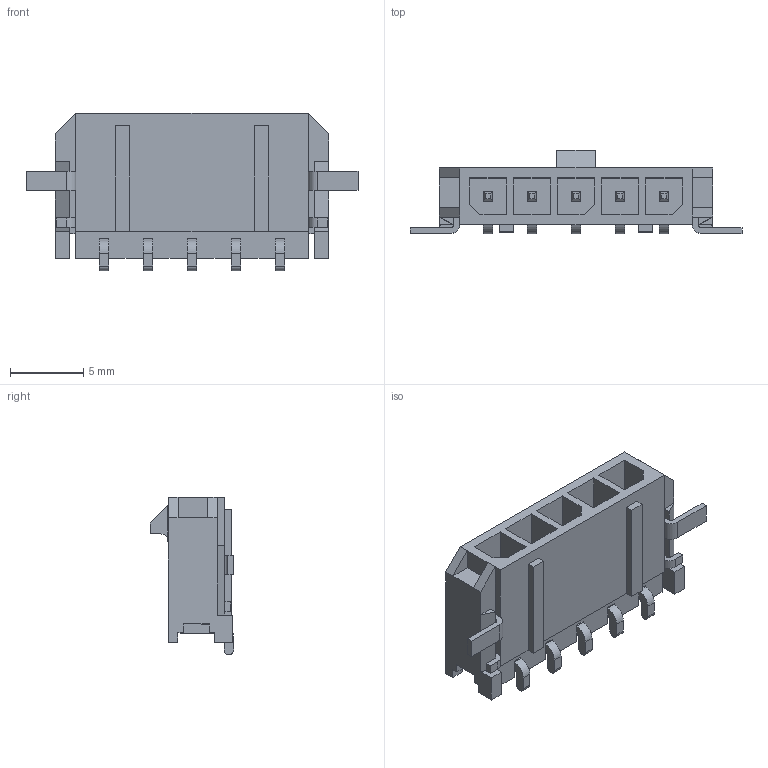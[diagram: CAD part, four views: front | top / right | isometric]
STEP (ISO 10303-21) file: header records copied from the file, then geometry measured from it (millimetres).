
FILE_DESCRIPTION((''),'2;1');
FILE_NAME('436500513','2020-10-20T',('me'),(''),'PRO/ENGINEER BY PARAMETRIC TECHNOLOGY CORPORATION, 2016010','PRO/ENGINEER BY PARAMETRIC TECHNOLOGY CORPORATION, 2016010','');
FILE_SCHEMA(('CONFIG_CONTROL_DESIGN'));
Length unit declared in the file: millimetre
Products named in the file (1): 436500513
Bounding box: 22.64 x 5.67 x 10.74 mm (x, y, z)
Volume: 459.4 mm3; surface area: 1136.4 mm2
Topology: 2 solids, 2 shells, 344 faces, 995 edges, 642 vertices
Faces by surface type: plane 318, cylinder 26
Entity records: 11075 total; most frequent: CARTESIAN_POINT 1954, ORIENTED_EDGE 1934, DIRECTION 1757, EDGE_CURVE 967, VECTOR 923, LINE 923, VERTEX_POINT 614, AXIS2_PLACEMENT_3D 417
